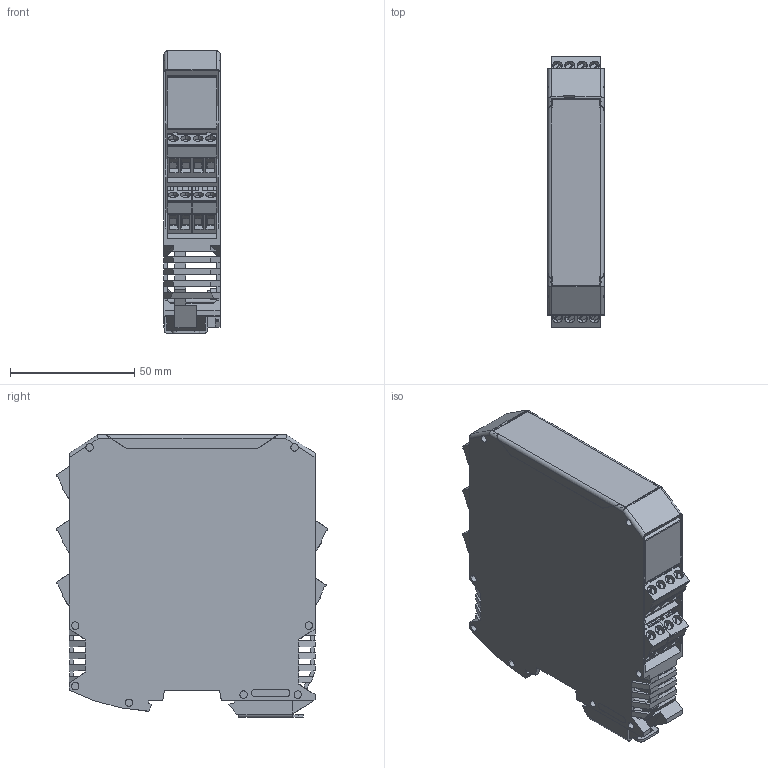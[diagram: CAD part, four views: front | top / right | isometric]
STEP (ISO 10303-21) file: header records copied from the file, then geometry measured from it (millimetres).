
FILE_DESCRIPTION((''),'2;1');
FILE_NAME('DM_CAD-2255_ASM','2016-03-17T',('Creinig-se'),(''),'PRO/ENGINEER BY PARAMETRIC TECHNOLOGY CORPORATION, 2015440','PRO/ENGINEER BY PARAMETRIC TECHNOLOGY CORPORATION, 2015440','');
FILE_SCHEMA(('CONFIG_CONTROL_DESIGN'));
Products named in the file (15): DM_CAD-2255_SW0001; DM_CAD-2255_1206; DM_CAD-2255_1114; DM_CAD-2255_1120; DM_CAD-2251_61734; DM_CAD-2251_61735; DM_CAD-2251_61736; DM_CAD-2251_61737; DM_CAD-2251_1022_ASM; DM_CAD-2255_1210; DM_CAD-2255_1124; DM_CAD-2255_1125; DM_CAD-2255_1213; DM_CAD-2255_1214; DM_CAD-2255_ASM
Assembly tree (16 placements, depth 3):
  DM_CAD-2255_ASM
    DM_CAD-2255_SW0001
    DM_CAD-2255_1206
    DM_CAD-2255_1114
    DM_CAD-2255_1120
    DM_CAD-2251_1022_ASM  x3
      DM_CAD-2251_61734
      DM_CAD-2251_61735
      DM_CAD-2251_61736
      DM_CAD-2251_61737
    DM_CAD-2255_1210
    DM_CAD-2255_1124
    DM_CAD-2255_1125
    DM_CAD-2255_1213
    DM_CAD-2255_1214
Bounding box: 22.6 x 109.35 x 113.7 mm (x, y, z)
Volume: 63729.3 mm3; surface area: 79064 mm2
Topology: 21 solids, 21 shells, 1998 faces, 5432 edges, 3545 vertices
Faces by surface type: plane 1519, cylinder 473, torus 4, cone 2
Entity records: 75851 total; most frequent: CARTESIAN_POINT 11344, ORIENTED_EDGE 10768, DIRECTION 10314, EDGE_CURVE 5384, VECTOR 4348, LINE 4348, VERTEX_POINT 3513, AXIS2_PLACEMENT_3D 2983
